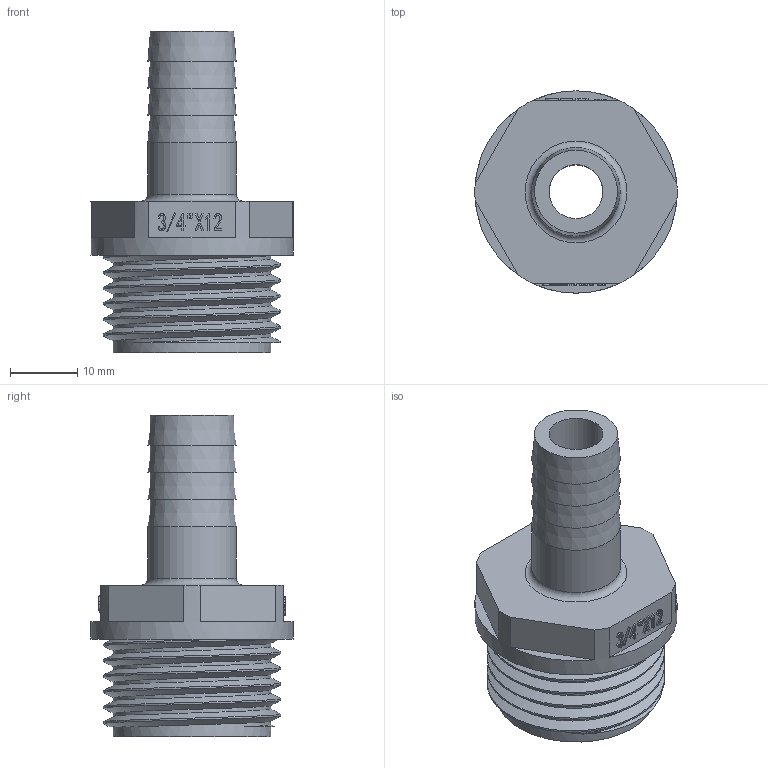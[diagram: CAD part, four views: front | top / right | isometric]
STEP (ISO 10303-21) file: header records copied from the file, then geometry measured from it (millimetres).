
FILE_DESCRIPTION(/* description */ (''),/* implementation_level */ '2;1');
FILE_NAME(/* name */ '3÷4X12外螺软接.stp',/* time_stamp */ '2024-01-23T09:20:04+08:00',/* author */ (''),/* organization */ (''),/* preprocessor_version */ 'ST-DEVELOPER v16',/* originating_system */ 'SIEMENS PLM Software NX 10.0',/* authorisation */ '');
FILE_SCHEMA (('AUTOMOTIVE_DESIGN { 1 0 10303 214 3 1 1 1 }'));
Length unit declared in the file: millimetre
Products named in the file (1): gelv14545AD9otxa
Bounding box: 30 x 30 x 47.7 mm (x, y, z)
Volume: 10567.7 mm3; surface area: 6630 mm2
Topology: 1 solids, 1 shells, 182 faces, 474 edges, 316 vertices
Faces by surface type: plane 114, extrusion 43, cylinder 18, cone 4, bspline 2, torus 1
Full cylindrical faces by diameter (mm): 1.3 x1, 1.734 x1, 8 x1, 13.1 x1, 15.3 x1, 23.4 x6, 30 x1
Entity records: 7093 total; most frequent: CARTESIAN_POINT 3252, ORIENTED_EDGE 880, DIRECTION 551, EDGE_CURVE 440, VERTEX_POINT 300, B_SPLINE_CURVE_WITH_KNOTS 283, EDGE_LOOP 212, VECTOR 199
